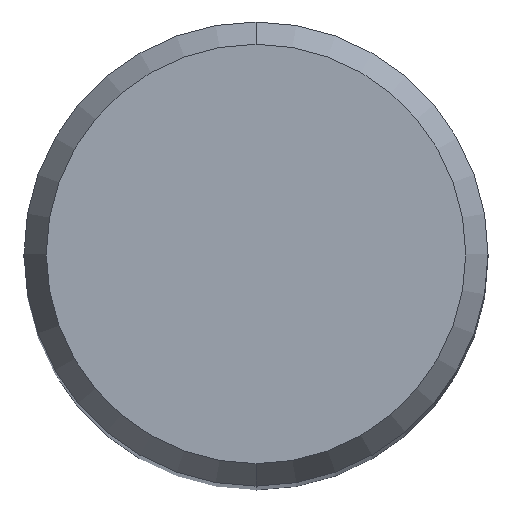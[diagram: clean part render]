
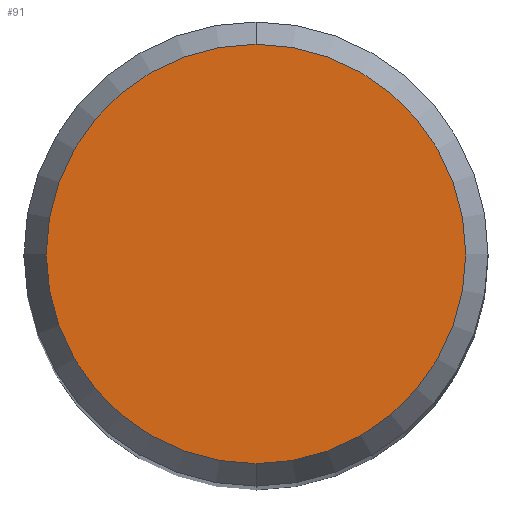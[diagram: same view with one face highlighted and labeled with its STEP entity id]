
A CAD part, top view. The second image highlights one B-rep face of the part: STEP entity #91.
In plain terms, the highlighted planar face has unit normal (0, 0, 1).
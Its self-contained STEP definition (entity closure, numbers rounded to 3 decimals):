
#91=ADVANCED_FACE('',(#221),#222,.T.);
#125=VERTEX_POINT('',#258);
#137=VERTEX_POINT('',#272);
#161=EDGE_CURVE('',#125,#137,#302,.T.);
#177=EDGE_CURVE('',#137,#125,#322,.T.);
#221=FACE_OUTER_BOUND('',#362,.T.);
#222=PLANE('',#363);
#258=CARTESIAN_POINT('',(0.0,4.304,0.0));
#272=CARTESIAN_POINT('',(0.,-4.304,0.0));
#302=CIRCLE('',#465,4.304);
#322=CIRCLE('',#491,4.304);
#362=EDGE_LOOP('',(#523,#524));
#363=AXIS2_PLACEMENT_3D('',#525,#526,#527);
#465=AXIS2_PLACEMENT_3D('',#626,#627,#628);
#491=AXIS2_PLACEMENT_3D('',#658,#659,#660);
#523=ORIENTED_EDGE('',*,*,#161,.F.);
#524=ORIENTED_EDGE('',*,*,#177,.F.);
#525=CARTESIAN_POINT('',(0.0,2.152,0.0));
#526=DIRECTION('',(-0.0,0.0,1.0));
#527=DIRECTION('',(0.0,-1.0,0.0));
#626=CARTESIAN_POINT('',(0.0,0.0,0.0));
#627=DIRECTION('',(0.0,0.0,-1.0));
#628=DIRECTION('',(0.0,1.0,0.0));
#658=CARTESIAN_POINT('',(0.0,0.0,0.0));
#659=DIRECTION('',(0.0,0.0,-1.0));
#660=DIRECTION('',(0.0,1.0,0.0));
